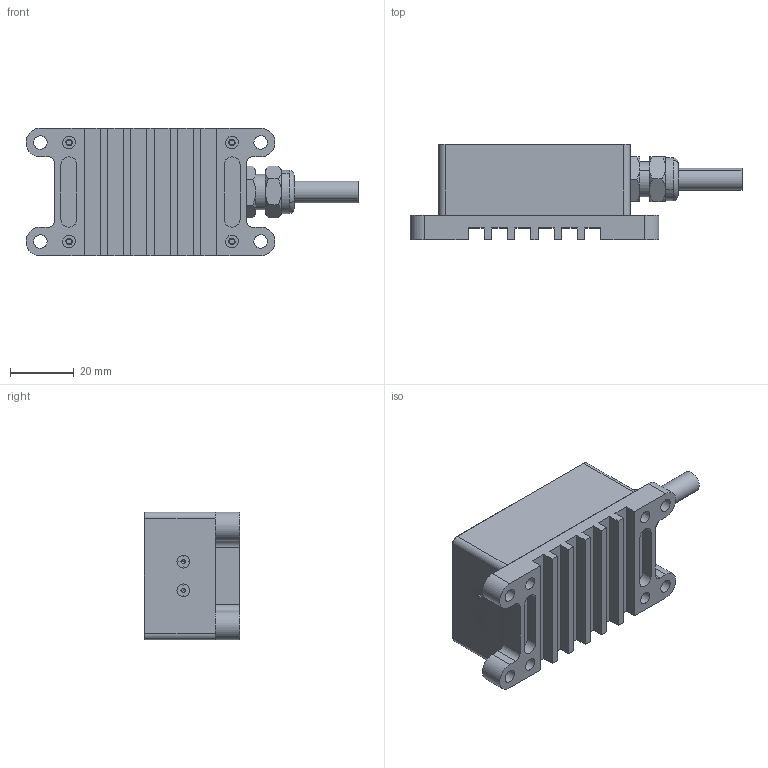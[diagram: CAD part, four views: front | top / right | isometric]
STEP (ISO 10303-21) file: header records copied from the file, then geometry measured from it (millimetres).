
FILE_DESCRIPTION (( 'STEP AP203' ), '1' );
FILE_NAME ('醱淝蚾饜极.STEP', '2018-10-16T03:31:48', ( '' ), ( '' ), 'SwSTEP 2.0', 'SolidWorks 2016', '' );
FILE_SCHEMA (( 'CONFIG_CONTROL_DESIGN' ));
Length unit declared in the file: millimetre
Products named in the file (19): TZDL-X2; 麥芛M2蹟隊; TZDL-X1; 醱淝蚾饜极; 翋极褲; TZDL; TZDL-X4; 菁啣; BL
Assembly tree (10 placements, depth 2):
  麥芛M2蹟隊
  TZDL-X1
  醱淝蚾饜极
    菁啣
    翋极褲
    BL  x2
    TZDL
    TZDL-X1
    TZDL-X2
    TZDL-X4
    麥芛M2蹟隊  x2
  麥芛M2蹟隊
  TZDL-X4
Bounding box: 104 x 30 x 40 mm (x, y, z)
Volume: 26829.5 mm3; surface area: 27421.6 mm2
Topology: 10 solids, 10 shells, 372 faces, 954 edges, 620 vertices
Faces by surface type: plane 186, cylinder 144, bspline 26, cone 16
Entity records: 13183 total; most frequent: CARTESIAN_POINT 2983, DIRECTION 1764, ORIENTED_EDGE 1764, EDGE_CURVE 882, AXIS2_PLACEMENT_3D 628, VERTEX_POINT 577, LINE 508, VECTOR 508
